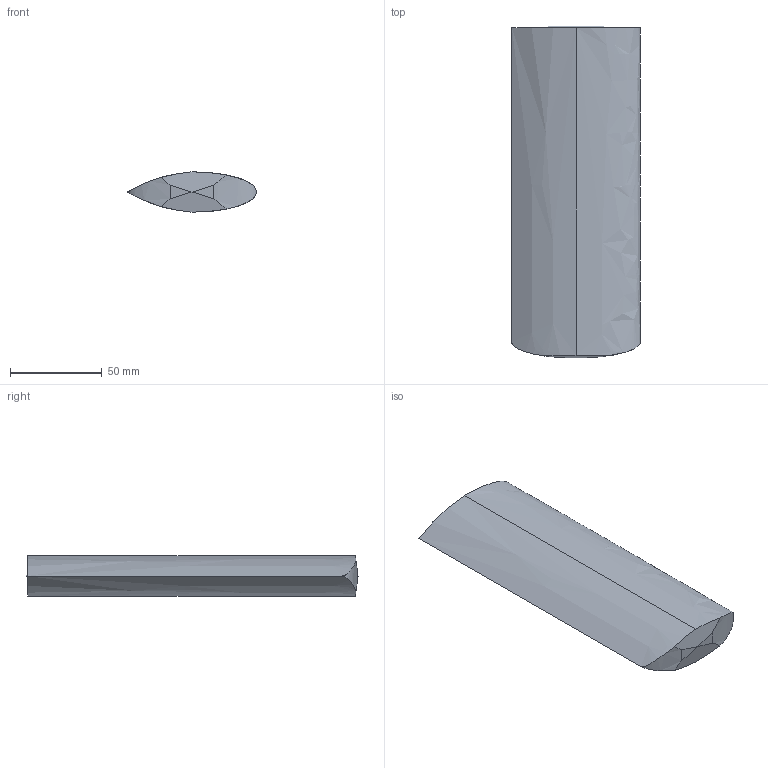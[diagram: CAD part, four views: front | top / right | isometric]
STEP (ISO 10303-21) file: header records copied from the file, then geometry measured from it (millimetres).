
FILE_DESCRIPTION((''),'2;1');
FILE_NAME('SYM_FLIPPER_UPPER','2023-06-28T12:12:24',('ad892'),(''),'CREO PARAMETRIC BY PTC INC, 2022073','CREO PARAMETRIC BY PTC INC, 2022073','');
FILE_SCHEMA(('CONFIG_CONTROL_DESIGN'));
Length unit declared in the file: millimetre
Products named in the file (1): SYM_FLIPPER_UPPER
Bounding box: 70 x 181 x 22 mm (x, y, z)
Volume: 195476.8 mm3; surface area: 29082.8 mm2
Topology: 1 solids, 1 shells, 14 faces, 33 edges, 22 vertices
Faces by surface type: plane 9, extrusion 5
Entity records: 544 total; most frequent: CARTESIAN_POINT 199, ORIENTED_EDGE 66, DIRECTION 47, EDGE_CURVE 33, VECTOR 23, VERTEX_POINT 22, LINE 18, B_SPLINE_CURVE_WITH_KNOTS 17
